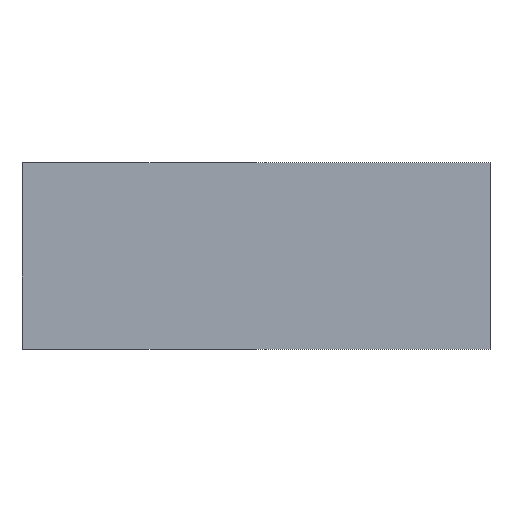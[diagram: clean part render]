
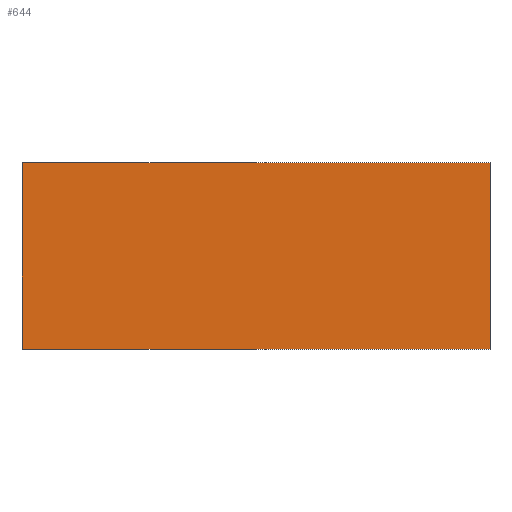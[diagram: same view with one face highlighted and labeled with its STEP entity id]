
A CAD part, top view. The second image highlights one B-rep face of the part: STEP entity #644.
In plain terms, the highlighted planar face has unit normal (0, 0, 1).
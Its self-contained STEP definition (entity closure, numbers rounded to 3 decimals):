
#644=ADVANCED_FACE('',(#1100),#1101,.T.);
#1100=FACE_OUTER_BOUND('',#1571,.T.);
#1101=PLANE('',#1572);
#1571=EDGE_LOOP('',(#3088,#3089,#3090,#3091));
#1572=AXIS2_PLACEMENT_3D('',#3092,#3093,#3094);
#3088=ORIENTED_EDGE('',*,*,#3667,.T.);
#3089=ORIENTED_EDGE('',*,*,#3671,.T.);
#3090=ORIENTED_EDGE('',*,*,#3672,.T.);
#3091=ORIENTED_EDGE('',*,*,#3673,.T.);
#3092=CARTESIAN_POINT('',(13.798,0.013,4.018));
#3093=DIRECTION('',(0.0,0.0,1.0));
#3094=DIRECTION('',(1.0,0.0,0.0));
#3667=EDGE_CURVE('',#4414,#4412,#4415,.T.);
#3671=EDGE_CURVE('',#4412,#4420,#4421,.T.);
#3672=EDGE_CURVE('',#4420,#4422,#4423,.T.);
#3673=EDGE_CURVE('',#4422,#4414,#4424,.T.);
#4412=VERTEX_POINT('',#5565);
#4414=VERTEX_POINT('',#5568);
#4415=LINE('',#5569,#5570);
#4420=VERTEX_POINT('',#5578);
#4421=LINE('',#5579,#5580);
#4422=VERTEX_POINT('',#5581);
#4423=LINE('',#5582,#5583);
#4424=LINE('',#5584,#5585);
#5565=CARTESIAN_POINT('',(27.597,5.513,4.018));
#5568=CARTESIAN_POINT('',(27.597,-5.487,4.018));
#5569=CARTESIAN_POINT('',(27.597,0.013,4.018));
#5570=VECTOR('',#6127,1.0);
#5578=CARTESIAN_POINT('',(0.,5.513,4.018));
#5579=CARTESIAN_POINT('',(13.798,5.513,4.018));
#5580=VECTOR('',#6131,1.0);
#5581=CARTESIAN_POINT('',(0.,-5.487,4.018));
#5582=CARTESIAN_POINT('',(0.,0.013,4.018));
#5583=VECTOR('',#6132,1.0);
#5584=CARTESIAN_POINT('',(13.798,-5.487,4.018));
#5585=VECTOR('',#6133,1.0);
#6127=DIRECTION('',(0.0,1.0,0.0));
#6131=DIRECTION('',(-1.0,0.0,0.0));
#6132=DIRECTION('',(0.0,-1.0,0.0));
#6133=DIRECTION('',(1.0,0.0,0.0));
